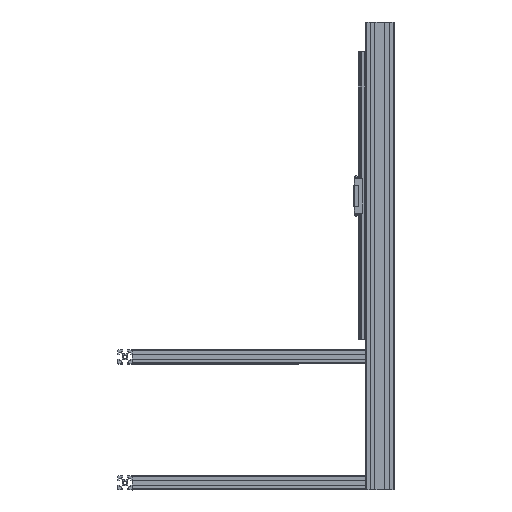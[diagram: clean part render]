
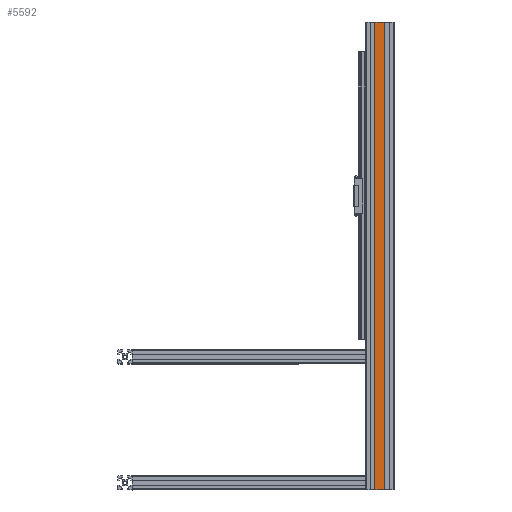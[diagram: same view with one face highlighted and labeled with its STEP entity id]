
A CAD part, left-side view. The second image highlights one B-rep face of the part: STEP entity #5592.
In plain terms, the highlighted face is planar.
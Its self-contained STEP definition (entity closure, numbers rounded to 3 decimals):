
#3642 = VERTEX_POINT('',#3643);
#3643 = CARTESIAN_POINT('',(13.1,20.,650.));
#3649 = EDGE_CURVE('',#3650,#3642,#3652,.T.);
#3650 = VERTEX_POINT('',#3651);
#3651 = CARTESIAN_POINT('',(13.1,20.,0.));
#3652 = LINE('',#3653,#3654);
#3653 = CARTESIAN_POINT('',(13.1,20.,0.));
#3654 = VECTOR('',#3655,1.);
#3655 = DIRECTION('',(0.,0.,1.));
#4200 = VERTEX_POINT('',#4201);
#4201 = CARTESIAN_POINT('',(26.9,20.,0.));
#4207 = EDGE_CURVE('',#3650,#4200,#4208,.T.);
#4208 = LINE('',#4209,#4210);
#4209 = CARTESIAN_POINT('',(13.1,20.,0.));
#4210 = VECTOR('',#4211,1.);
#4211 = DIRECTION('',(1.,0.,0.));
#5094 = EDGE_CURVE('',#4200,#5095,#5097,.T.);
#5095 = VERTEX_POINT('',#5096);
#5096 = CARTESIAN_POINT('',(26.9,20.,650.));
#5097 = LINE('',#5098,#5099);
#5098 = CARTESIAN_POINT('',(26.9,20.,0.));
#5099 = VECTOR('',#5100,1.);
#5100 = DIRECTION('',(0.,0.,1.));
#5528 = EDGE_CURVE('',#3642,#5095,#5529,.T.);
#5529 = LINE('',#5530,#5531);
#5530 = CARTESIAN_POINT('',(20.,20.,650.));
#5531 = VECTOR('',#5532,1.);
#5532 = DIRECTION('',(1.,0.,0.));
#5592 = ADVANCED_FACE('',(#5593),#5599,.T.);
#5593 = FACE_BOUND('',#5594,.T.);
#5594 = EDGE_LOOP('',(#5595,#5596,#5597,#5598));
#5595 = ORIENTED_EDGE('',*,*,#5094,.F.);
#5596 = ORIENTED_EDGE('',*,*,#4207,.F.);
#5597 = ORIENTED_EDGE('',*,*,#3649,.T.);
#5598 = ORIENTED_EDGE('',*,*,#5528,.T.);
#5599 = PLANE('',#5600);
#5600 = AXIS2_PLACEMENT_3D('',#5601,#5602,#5603);
#5601 = CARTESIAN_POINT('',(20.,20.,325.));
#5602 = DIRECTION('',(0.,1.,0.));
#5603 = DIRECTION('',(0.,-0.,1.));
